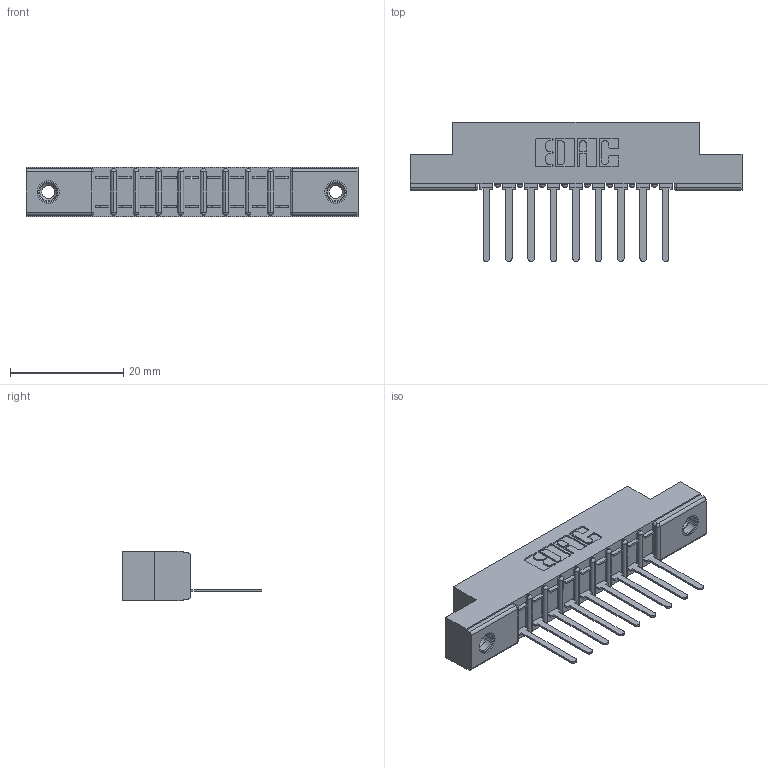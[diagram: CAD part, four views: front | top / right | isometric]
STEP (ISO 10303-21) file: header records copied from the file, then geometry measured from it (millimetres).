
FILE_DESCRIPTION (( 'STEP AP203' ), '1' );
FILE_NAME ('307-009-441-108.STEP', '2020-09-25T06:07:51', ( '' ), ( '' ), 'SwSTEP 2.0', 'SolidWorks 2020', '' );
FILE_SCHEMA (( 'CONFIG_CONTROL_DESIGN' ));
Length unit declared in the file: inch
Products named in the file (4): 307 Part_.156 Dia Mounting Holes; 307-009-441-108; 345-250-001_345-250-003-102; 307-290-002_541
Assembly tree (12 placements, depth 2):
  307-009-441-108
    307 Part_.156 Dia Mounting Holes
    307-290-002_541  x9
    345-250-001_345-250-003-102  x2
Bounding box: 58.67 x 24.59 x 8.71 mm (x, y, z)
Volume: 3885.6 mm3; surface area: 6516.5 mm2
Topology: 12 solids, 12 shells, 854 faces, 2547 edges, 1662 vertices
Faces by surface type: plane 507, cylinder 311, sphere 20, cone 12, torus 4
Entity records: 13687 total; most frequent: CARTESIAN_POINT 2283, ORIENTED_EDGE 2266, DIRECTION 2243, EDGE_CURVE 1133, LINE 851, VECTOR 851, VERTEX_POINT 736, AXIS2_PLACEMENT_3D 696
